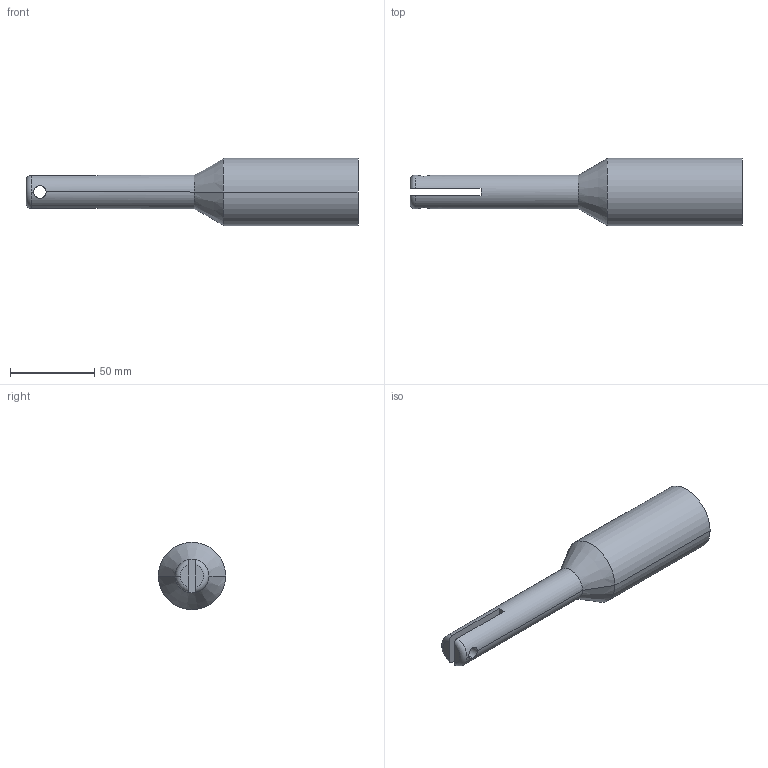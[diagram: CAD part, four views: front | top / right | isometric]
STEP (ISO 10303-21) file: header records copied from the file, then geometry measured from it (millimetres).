
FILE_DESCRIPTION (( 'STEP AP214' ), '1' );
FILE_NAME ('part5.STEP', '2002-07-23T13:24:14', ( '' ), ( '' ), 'SwSTEP 2.0', 'SolidWorks 2011', '' );
FILE_SCHEMA (( 'AUTOMOTIVE_DESIGN' ));
Length unit declared in the file: millimetre
Products named in the file (1): part5
Bounding box: 197.32 x 40 x 40 mm (x, y, z)
Volume: 58492.5 mm3; surface area: 30253.1 mm2
Topology: 1 solids, 1 shells, 24 faces, 62 edges, 39 vertices
Faces by surface type: cylinder 10, plane 7, torus 5, cone 2
Entity records: 954 total; most frequent: CARTESIAN_POINT 324, DIRECTION 128, ORIENTED_EDGE 124, EDGE_CURVE 62, AXIS2_PLACEMENT_3D 53, VERTEX_POINT 39, CIRCLE 28, EDGE_LOOP 27
